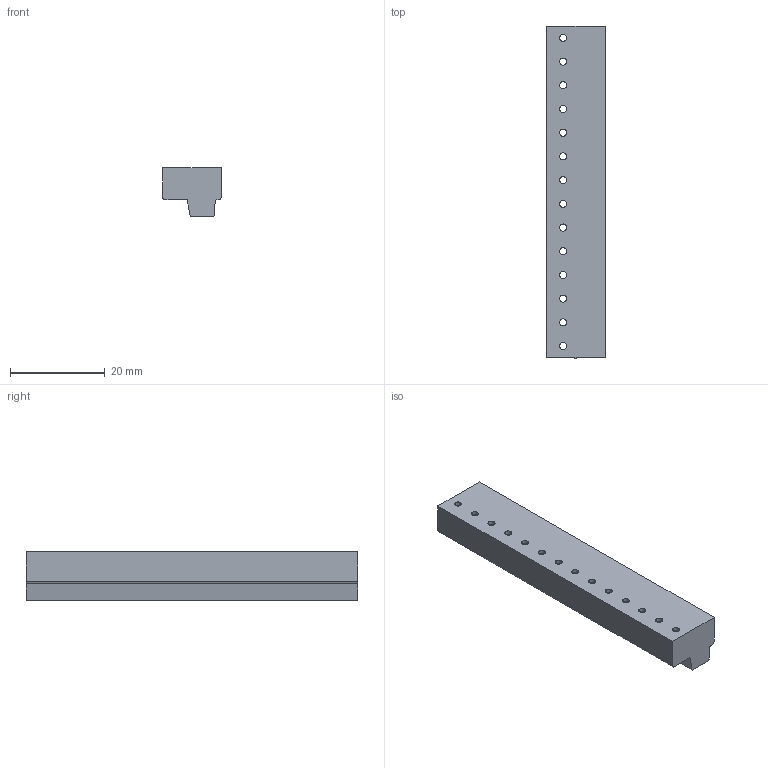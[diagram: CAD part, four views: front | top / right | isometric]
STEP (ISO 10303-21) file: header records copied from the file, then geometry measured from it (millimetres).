
FILE_DESCRIPTION((''),'2;1');
FILE_NAME('TL222T-XXP','2024-12-09T08:49:20',('sheji'),(''),'CREO PARAMETRIC BY PTC INC, 2018100','CREO PARAMETRIC BY PTC INC, 2018100','');
FILE_SCHEMA(('CONFIG_CONTROL_DESIGN'));
Length unit declared in the file: millimetre
Products named in the file (1): TL222T-XXP
Bounding box: 12.4 x 70 x 10.3 mm (x, y, z)
Volume: 6108.5 mm3; surface area: 5163.4 mm2
Topology: 1 solids, 1 shells, 770 faces, 2052 edges, 1340 vertices
Faces by surface type: plane 640, cylinder 130
Entity records: 23734 total; most frequent: CARTESIAN_POINT 4162, ORIENTED_EDGE 4104, DIRECTION 3908, EDGE_CURVE 2052, VECTOR 1736, LINE 1736, VERTEX_POINT 1340, AXIS2_PLACEMENT_3D 1086
